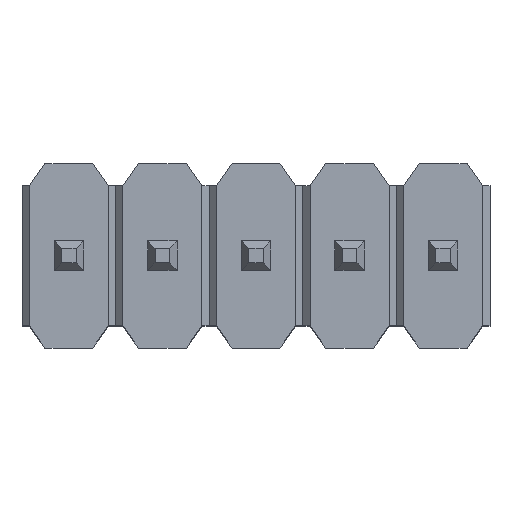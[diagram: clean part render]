
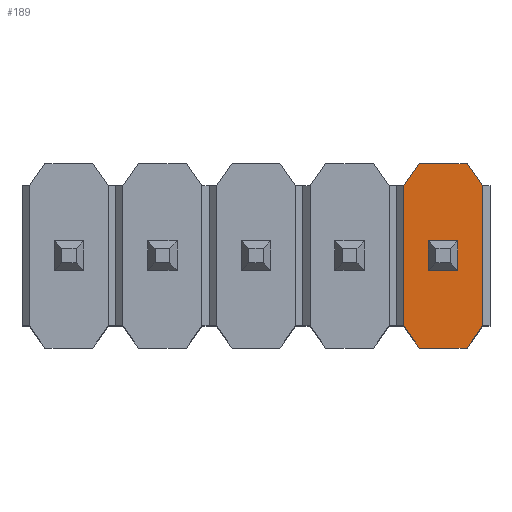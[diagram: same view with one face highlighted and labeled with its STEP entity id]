
A CAD part, top view. The second image highlights one B-rep face of the part: STEP entity #189.
In plain terms, the highlighted planar face has unit normal (0, 0, 1).
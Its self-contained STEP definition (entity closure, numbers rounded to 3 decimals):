
#189=ADVANCED_FACE('',(#1503),#1505,.T.);
#1503=FACE_BOUND('',#1504,.T.);
#1504=EDGE_LOOP('',(#2520,#2521,#2522,#2523,#2524,#2525,#2526,#2527));
#1505=PLANE('',#1506);
#1506=AXIS2_PLACEMENT_3D('',#1507,#1508,#1509);
#1507=CARTESIAN_POINT('',(1.27,0.,1.5));
#1508=DIRECTION('',(0.,0.,1.));
#1509=DIRECTION('',(1.,0.,0.));
#2520=ORIENTED_EDGE('',*,*,#3174,.T.);
#2521=ORIENTED_EDGE('',*,*,#3204,.T.);
#2522=ORIENTED_EDGE('',*,*,#3205,.T.);
#2523=ORIENTED_EDGE('',*,*,#3206,.T.);
#2524=ORIENTED_EDGE('',*,*,#3207,.T.);
#2525=ORIENTED_EDGE('',*,*,#3208,.T.);
#2526=ORIENTED_EDGE('',*,*,#3209,.T.);
#2527=ORIENTED_EDGE('',*,*,#3210,.T.);
#3174=EDGE_CURVE('',#3525,#3523,#3526,.F.);
#3204=EDGE_CURVE('',#3523,#3576,#3577,.T.);
#3205=EDGE_CURVE('',#3576,#3578,#3579,.T.);
#3206=EDGE_CURVE('',#3578,#3580,#3581,.T.);
#3207=EDGE_CURVE('',#3580,#3582,#3583,.F.);
#3208=EDGE_CURVE('',#3582,#3584,#3585,.T.);
#3209=EDGE_CURVE('',#3584,#3586,#3587,.T.);
#3210=EDGE_CURVE('',#3586,#3525,#3588,.T.);
#3523=VERTEX_POINT('',#4085);
#3525=VERTEX_POINT('',#4089);
#3526=LINE('',#4090,#4091);
#3576=VERTEX_POINT('',#4200);
#3577=LINE('',#4201,#4202);
#3578=VERTEX_POINT('',#4204);
#3579=LINE('',#4205,#4206);
#3580=VERTEX_POINT('',#4208);
#3581=LINE('',#4209,#4210);
#3582=VERTEX_POINT('',#4212);
#3583=LINE('',#4213,#4214);
#3584=VERTEX_POINT('',#4216);
#3585=LINE('',#4217,#4218);
#3586=VERTEX_POINT('',#4220);
#3587=LINE('',#4221,#4222);
#3588=LINE('',#4224,#4225);
#4085=CARTESIAN_POINT('',(4.545,-0.95,1.5));
#4089=CARTESIAN_POINT('',(4.545,0.95,1.5));
#4090=CARTESIAN_POINT('',(4.545,-0.95,1.5));
#4091=VECTOR('',#4092,1.);
#4092=DIRECTION('',(0.,1.,0.));
#4200=CARTESIAN_POINT('',(4.755,-1.25,1.5));
#4201=CARTESIAN_POINT('',(4.545,-0.95,1.5));
#4202=VECTOR('',#4203,1.);
#4203=DIRECTION('',(0.574,-0.819,0.));
#4204=CARTESIAN_POINT('',(5.405,-1.25,1.5));
#4205=CARTESIAN_POINT('',(4.755,-1.25,1.5));
#4206=VECTOR('',#4207,1.);
#4207=DIRECTION('',(1.,0.,0.));
#4208=CARTESIAN_POINT('',(5.615,-0.95,1.5));
#4209=CARTESIAN_POINT('',(5.405,-1.25,1.5));
#4210=VECTOR('',#4211,1.);
#4211=DIRECTION('',(0.574,0.819,0.));
#4212=CARTESIAN_POINT('',(5.615,0.95,1.5));
#4213=CARTESIAN_POINT('',(5.615,0.95,1.5));
#4214=VECTOR('',#4215,1.);
#4215=DIRECTION('',(0.,-1.,0.));
#4216=CARTESIAN_POINT('',(5.405,1.25,1.5));
#4217=CARTESIAN_POINT('',(5.615,0.95,1.5));
#4218=VECTOR('',#4219,1.);
#4219=DIRECTION('',(-0.574,0.819,0.));
#4220=CARTESIAN_POINT('',(4.755,1.25,1.5));
#4221=CARTESIAN_POINT('',(5.405,1.25,1.5));
#4222=VECTOR('',#4223,1.);
#4223=DIRECTION('',(-1.,0.,0.));
#4224=CARTESIAN_POINT('',(4.755,1.25,1.5));
#4225=VECTOR('',#4226,1.);
#4226=DIRECTION('',(-0.574,-0.819,0.));
